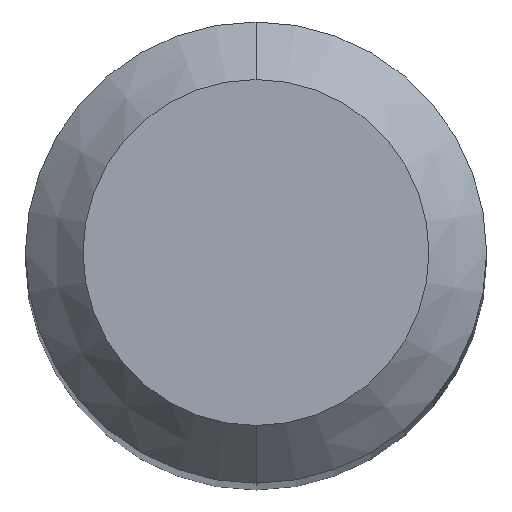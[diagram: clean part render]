
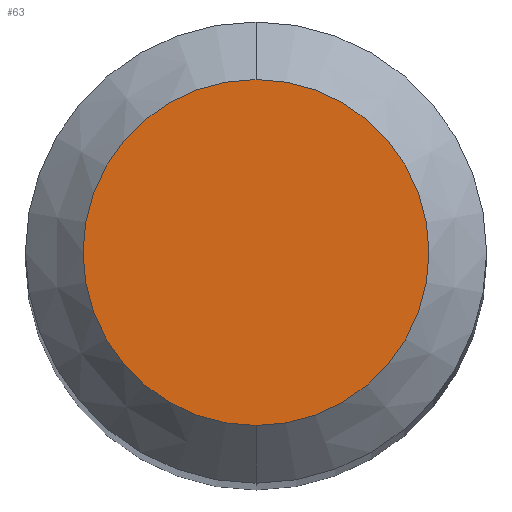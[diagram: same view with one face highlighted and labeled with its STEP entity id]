
A CAD part, top view. The second image highlights one B-rep face of the part: STEP entity #63.
In plain terms, the highlighted planar face has unit normal (0, 0, 1).
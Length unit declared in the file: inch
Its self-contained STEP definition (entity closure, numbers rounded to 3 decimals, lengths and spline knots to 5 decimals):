
#55=PLANE('',#499);
#63=ADVANCED_FACE('',(#82),#55,.F.);
#82=FACE_OUTER_BOUND('',#99,.T.);
#99=EDGE_LOOP('',(#130,#131));
#130=ORIENTED_EDGE('',*,*,#201,.T.);
#131=ORIENTED_EDGE('',*,*,#200,.T.);
#179=VERTEX_POINT('',#722);
#180=VERTEX_POINT('',#724);
#200=EDGE_CURVE('',#179,#180,#225,.T.);
#201=EDGE_CURVE('',#180,#179,#226,.T.);
#225=CIRCLE('',#496,0.05906);
#226=CIRCLE('',#498,0.05906);
#496=AXIS2_PLACEMENT_3D('',#725,#595,#596);
#498=AXIS2_PLACEMENT_3D('',#727,#599,#600);
#499=AXIS2_PLACEMENT_3D('',#728,#601,#602);
#595=DIRECTION('',(0.,0.,1.));
#596=DIRECTION('',(0.,-1.,0.));
#599=DIRECTION('',(0.,0.,1.));
#600=DIRECTION('',(0.,1.,0.));
#601=DIRECTION('',(0.,0.,-1.));
#602=DIRECTION('',(0.,1.,0.));
#722=CARTESIAN_POINT('',(0.,-0.05906,0.));
#724=CARTESIAN_POINT('',(0.,0.05906,0.));
#725=CARTESIAN_POINT('',(0.,0.,0.));
#727=CARTESIAN_POINT('',(0.,0.,0.));
#728=CARTESIAN_POINT('',(0.,0.,0.));
